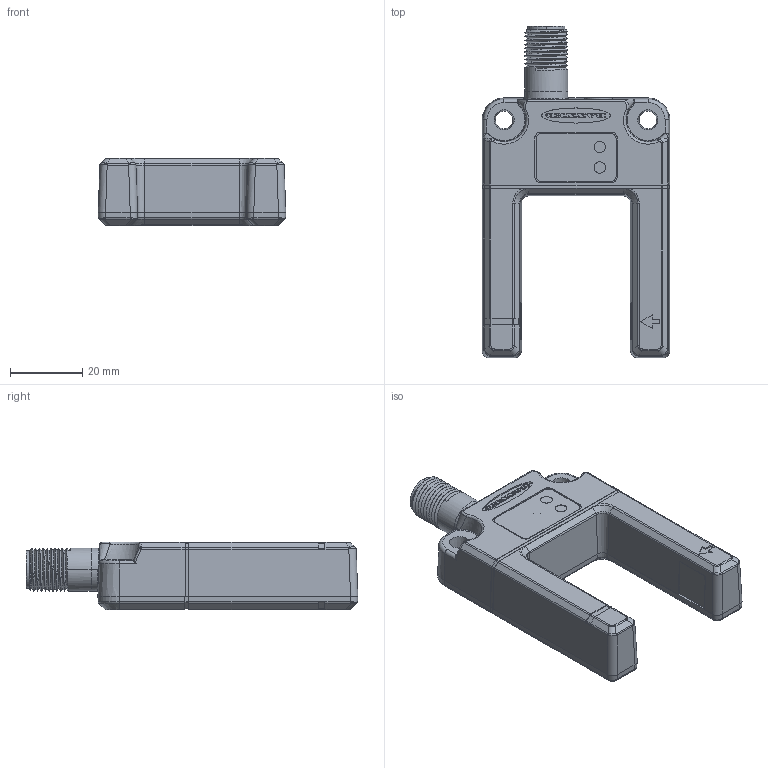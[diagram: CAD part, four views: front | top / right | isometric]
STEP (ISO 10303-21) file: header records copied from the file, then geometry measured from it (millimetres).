
FILE_DESCRIPTION((''),'2;1');
FILE_NAME('188678_ASM','2015-10-21T',('pdmadmin'),(''),'PRO/ENGINEER BY PARAMETRIC TECHNOLOGY CORPORATION, 2013230','PRO/ENGINEER BY PARAMETRIC TECHNOLOGY CORPORATION, 2013230','');
FILE_SCHEMA(('CONFIG_CONTROL_DESIGN'));
Length unit declared in the file: inch
Products named in the file (9): 55251; 55387; 55252; 15747_AF1; 41089_AF0; 15747_AF0_ASM; POT_2; 55389; 188678_ASM
Assembly tree (9 placements, depth 3):
  188678_ASM
    55251
    55387  x2
    55252
    15747_AF0_ASM
      15747_AF1
      41089_AF0
    POT_2
    55389
Bounding box: 52.07 x 92.06 x 18.8 mm (x, y, z)
Volume: 21976 mm3; surface area: 25281 mm2
Topology: 8 solids, 9 shells, 1229 faces, 3126 edges, 1959 vertices
Faces by surface type: plane 494, cylinder 303, bspline 134, extrusion 123, cone 91, sphere 42, torus 42
Entity records: 47579 total; most frequent: CARTESIAN_POINT 19272, ORIENTED_EDGE 6200, DIRECTION 5226, EDGE_CURVE 3102, VERTEX_POINT 1943, VECTOR 1814, AXIS2_PLACEMENT_3D 1706, LINE 1691
